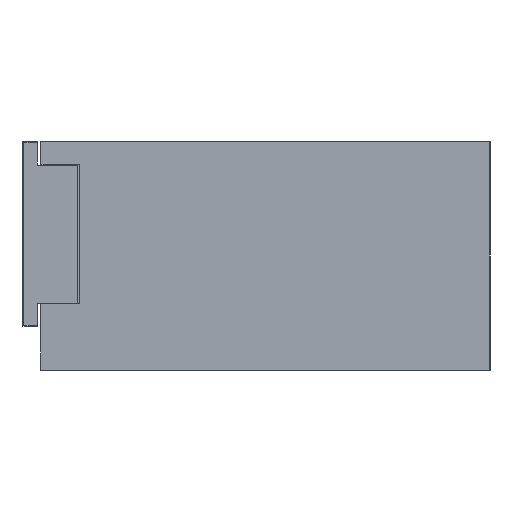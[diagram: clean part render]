
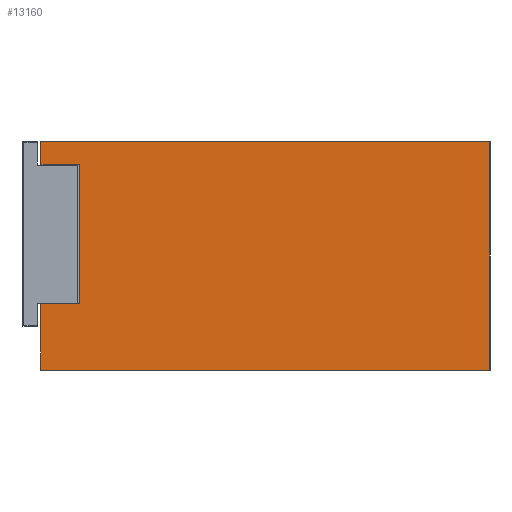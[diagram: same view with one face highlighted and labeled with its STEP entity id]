
A CAD part, left-side view. The second image highlights one B-rep face of the part: STEP entity #13160.
In plain terms, the highlighted planar face has unit normal (-1, 0, 0).
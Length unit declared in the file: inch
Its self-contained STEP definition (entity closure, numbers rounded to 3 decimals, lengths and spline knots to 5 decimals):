
#65 = CARTESIAN_POINT ( 'NONE',  ( 0., 2.227, 1.115 ) ) ;
#792 = EDGE_LOOP ( 'NONE', ( #16449, #11183, #17701, #16594, #17529, #3827, #4130, #11880 ) ) ;
#866 = CARTESIAN_POINT ( 'NONE',  ( 0., 0., 0. ) ) ;
#903 = EDGE_CURVE ( 'NONE', #11813, #7203, #6035, .T. ) ;
#1744 = CARTESIAN_POINT ( 'NONE',  ( 0., 0., 1.24 ) ) ;
#2725 = VERTEX_POINT ( 'NONE', #3229 ) ;
#2765 = EDGE_CURVE ( 'NONE', #14295, #11813, #6684, .T. ) ;
#3229 = CARTESIAN_POINT ( 'NONE',  ( 0., 2.437, 1.24 ) ) ;
#3432 = DIRECTION ( 'NONE',  ( 0., 0., -1. ) ) ;
#3503 = CARTESIAN_POINT ( 'NONE',  ( 0., 2.227, 1.115 ) ) ;
#3827 = ORIENTED_EDGE ( 'NONE', *, *, #19338, .F. ) ;
#4130 = ORIENTED_EDGE ( 'NONE', *, *, #19118, .T. ) ;
#4459 = LINE ( 'NONE', #15241, #12329 ) ;
#4587 = DIRECTION ( 'NONE',  ( 1., 0., 0. ) ) ;
#4785 = VERTEX_POINT ( 'NONE', #13842 ) ;
#4872 = DIRECTION ( 'NONE',  ( 0., 1., 0. ) ) ;
#5518 = VECTOR ( 'NONE', #6149, 39.37008 ) ;
#5578 = VERTEX_POINT ( 'NONE', #14607 ) ;
#5899 = VECTOR ( 'NONE', #9007, 39.37008 ) ;
#6031 = EDGE_CURVE ( 'NONE', #5578, #11412, #13725, .T. ) ;
#6035 = LINE ( 'NONE', #866, #5518 ) ;
#6149 = DIRECTION ( 'NONE',  ( 0., -1., 0. ) ) ;
#6473 = DIRECTION ( 'NONE',  ( 0., -1., 0. ) ) ;
#6684 = LINE ( 'NONE', #12845, #19150 ) ;
#7203 = VERTEX_POINT ( 'NONE', #18735 ) ;
#7991 = VECTOR ( 'NONE', #4872, 39.37008 ) ;
#8330 = VECTOR ( 'NONE', #11044, 39.37008 ) ;
#9007 = DIRECTION ( 'NONE',  ( 0., 0., -1. ) ) ;
#9460 = EDGE_CURVE ( 'NONE', #5578, #14295, #16289, .T. ) ;
#10145 = AXIS2_PLACEMENT_3D ( 'NONE', #12423, #4587, #15553 ) ;
#10297 = VERTEX_POINT ( 'NONE', #19404 ) ;
#10876 = PLANE ( 'NONE',  #10145 ) ;
#11044 = DIRECTION ( 'NONE',  ( 0., 1., 0. ) ) ;
#11143 = CARTESIAN_POINT ( 'NONE',  ( 0., 2.227, 0.363 ) ) ;
#11183 = ORIENTED_EDGE ( 'NONE', *, *, #9460, .T. ) ;
#11412 = VERTEX_POINT ( 'NONE', #3503 ) ;
#11813 = VERTEX_POINT ( 'NONE', #19066 ) ;
#11880 = ORIENTED_EDGE ( 'NONE', *, *, #15867, .F. ) ;
#12120 = DIRECTION ( 'NONE',  ( 0., 0., -1. ) ) ;
#12329 = VECTOR ( 'NONE', #12120, 39.37008 ) ;
#12423 = CARTESIAN_POINT ( 'NONE',  ( 0., 0., 1.24 ) ) ;
#12845 = CARTESIAN_POINT ( 'NONE',  ( 0., 2.437, 1.24 ) ) ;
#13160 = ADVANCED_FACE ( 'NONE', ( #15277 ), #10876, .F. ) ;
#13226 = VECTOR ( 'NONE', #15950, 39.37008 ) ;
#13705 = CARTESIAN_POINT ( 'NONE',  ( 0., 2.437, 1.24 ) ) ;
#13725 = LINE ( 'NONE', #19067, #13226 ) ;
#13842 = CARTESIAN_POINT ( 'NONE',  ( 0., 0., 1.24 ) ) ;
#14295 = VERTEX_POINT ( 'NONE', #15016 ) ;
#14607 = CARTESIAN_POINT ( 'NONE',  ( 0., 2.227, 0.363 ) ) ;
#15016 = CARTESIAN_POINT ( 'NONE',  ( 0., 2.437, 0.363 ) ) ;
#15241 = CARTESIAN_POINT ( 'NONE',  ( 0., 0., 1.24 ) ) ;
#15277 = FACE_OUTER_BOUND ( 'NONE', #792, .T. ) ;
#15447 = VECTOR ( 'NONE', #6473, 39.37008 ) ;
#15553 = DIRECTION ( 'NONE',  ( 0., 0., -1. ) ) ;
#15867 = EDGE_CURVE ( 'NONE', #11412, #10297, #16157, .T. ) ;
#15950 = DIRECTION ( 'NONE',  ( 0., 0., 1. ) ) ;
#16157 = LINE ( 'NONE', #65, #8330 ) ;
#16289 = LINE ( 'NONE', #11143, #7991 ) ;
#16449 = ORIENTED_EDGE ( 'NONE', *, *, #6031, .F. ) ;
#16594 = ORIENTED_EDGE ( 'NONE', *, *, #903, .T. ) ;
#17205 = EDGE_CURVE ( 'NONE', #4785, #7203, #4459, .T. ) ;
#17529 = ORIENTED_EDGE ( 'NONE', *, *, #17205, .F. ) ;
#17701 = ORIENTED_EDGE ( 'NONE', *, *, #2765, .T. ) ;
#18376 = LINE ( 'NONE', #13705, #5899 ) ;
#18735 = CARTESIAN_POINT ( 'NONE',  ( 0., 0., 0. ) ) ;
#19066 = CARTESIAN_POINT ( 'NONE',  ( 0., 2.437, 0. ) ) ;
#19067 = CARTESIAN_POINT ( 'NONE',  ( 0., 2.227, 0.363 ) ) ;
#19118 = EDGE_CURVE ( 'NONE', #2725, #10297, #18376, .T. ) ;
#19150 = VECTOR ( 'NONE', #3432, 39.37008 ) ;
#19338 = EDGE_CURVE ( 'NONE', #2725, #4785, #19562, .T. ) ;
#19404 = CARTESIAN_POINT ( 'NONE',  ( 0., 2.437, 1.115 ) ) ;
#19562 = LINE ( 'NONE', #1744, #15447 ) ;
